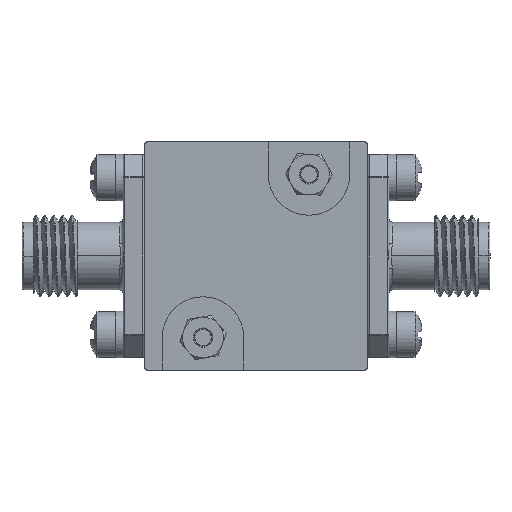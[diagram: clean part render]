
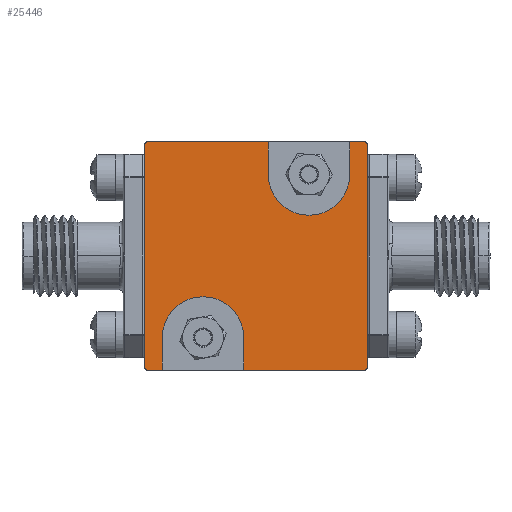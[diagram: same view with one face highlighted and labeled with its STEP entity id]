
A CAD part, front view. The second image highlights one B-rep face of the part: STEP entity #25446.
In plain terms, the highlighted planar face has unit normal (0, -1, 0).
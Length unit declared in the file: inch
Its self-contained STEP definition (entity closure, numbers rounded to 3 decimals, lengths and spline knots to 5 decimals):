
#223 = DIRECTION ( 'NONE',  ( 0., 1., 0. ) ) ;
#581 = EDGE_CURVE ( 'NONE', #4230, #35955, #51398, .T. ) ;
#735 = DIRECTION ( 'NONE',  ( 0., 0., 1. ) ) ;
#994 = DIRECTION ( 'NONE',  ( 0., -1., 0. ) ) ;
#1824 = DIRECTION ( 'NONE',  ( -1., 0., 0. ) ) ;
#2392 = CARTESIAN_POINT ( 'NONE',  ( 0.01, -0.285, -0.52 ) ) ;
#4102 = DIRECTION ( 'NONE',  ( 0., 0., 1. ) ) ;
#4150 = ORIENTED_EDGE ( 'NONE', *, *, #34425, .F. ) ;
#4230 = VERTEX_POINT ( 'NONE', #29261 ) ;
#4532 = DIRECTION ( 'NONE',  ( -1., 0., 0. ) ) ;
#4551 = CARTESIAN_POINT ( 'NONE',  ( 0., -0.285, 0.17 ) ) ;
#4876 = LINE ( 'NONE', #49948, #53189 ) ;
#5427 = AXIS2_PLACEMENT_3D ( 'NONE', #29985, #7370, #43668 ) ;
#5530 = CIRCLE ( 'NONE', #28854, 0.01 ) ;
#5631 = ORIENTED_EDGE ( 'NONE', *, *, #23704, .F. ) ;
#6010 = CIRCLE ( 'NONE', #13301, 0.125 ) ;
#6102 = CARTESIAN_POINT ( 'NONE',  ( 0.685, -0.285, 0.16 ) ) ;
#6759 = EDGE_LOOP ( 'NONE', ( #20097, #4150, #32706, #34168, #39177, #52051, #16212, #32528, #8354, #5631, #51443, #23867, #28903, #21815, #41884, #22048 ) ) ;
#7370 = DIRECTION ( 'NONE',  ( 0., -1., 0. ) ) ;
#7464 = DIRECTION ( 'NONE',  ( -1., 0., 0. ) ) ;
#8354 = ORIENTED_EDGE ( 'NONE', *, *, #9548, .F. ) ;
#8572 = CARTESIAN_POINT ( 'NONE',  ( 0.685, -0.285, 0.17 ) ) ;
#9548 = EDGE_CURVE ( 'NONE', #23141, #12837, #37278, .T. ) ;
#9921 = VERTEX_POINT ( 'NONE', #10532 ) ;
#10532 = CARTESIAN_POINT ( 'NONE',  ( 0., -0.285, -0.52 ) ) ;
#10810 = VECTOR ( 'NONE', #47808, 39.37008 ) ;
#10813 = CARTESIAN_POINT ( 'NONE',  ( 0.055, -0.285, -0.53 ) ) ;
#11161 = CARTESIAN_POINT ( 'NONE',  ( 0.685, -0.285, -0.53 ) ) ;
#11527 = VERTEX_POINT ( 'NONE', #16216 ) ;
#11796 = DIRECTION ( 'NONE',  ( -1., 0., 0. ) ) ;
#12785 = EDGE_CURVE ( 'NONE', #16815, #33660, #52200, .T. ) ;
#12837 = VERTEX_POINT ( 'NONE', #14375 ) ;
#13301 = AXIS2_PLACEMENT_3D ( 'NONE', #45242, #994, #4532 ) ;
#14375 = CARTESIAN_POINT ( 'NONE',  ( 0.63, -0.285, 0.07 ) ) ;
#15056 = VECTOR ( 'NONE', #4102, 39.37008 ) ;
#15826 = VECTOR ( 'NONE', #735, 39.37008 ) ;
#15897 = DIRECTION ( 'NONE',  ( 0., -1., 0. ) ) ;
#16212 = ORIENTED_EDGE ( 'NONE', *, *, #12785, .T. ) ;
#16216 = CARTESIAN_POINT ( 'NONE',  ( 0.38, -0.285, 0.17 ) ) ;
#16815 = VERTEX_POINT ( 'NONE', #46404 ) ;
#17260 = CARTESIAN_POINT ( 'NONE',  ( 0.685, -0.285, -0.53 ) ) ;
#17765 = EDGE_CURVE ( 'NONE', #11527, #44634, #25439, .T. ) ;
#17919 = EDGE_CURVE ( 'NONE', #27584, #16815, #38804, .T. ) ;
#18429 = AXIS2_PLACEMENT_3D ( 'NONE', #35993, #223, #53491 ) ;
#18929 = EDGE_CURVE ( 'NONE', #12837, #33660, #45555, .T. ) ;
#19381 = LINE ( 'NONE', #52659, #15056 ) ;
#20097 = ORIENTED_EDGE ( 'NONE', *, *, #54284, .F. ) ;
#20119 = CARTESIAN_POINT ( 'NONE',  ( 0.055, -0.285, -0.43 ) ) ;
#20164 = VERTEX_POINT ( 'NONE', #26509 ) ;
#20438 = VECTOR ( 'NONE', #26780, 39.37008 ) ;
#21599 = DIRECTION ( 'NONE',  ( 1., 0., 0. ) ) ;
#21815 = ORIENTED_EDGE ( 'NONE', *, *, #29145, .T. ) ;
#22048 = ORIENTED_EDGE ( 'NONE', *, *, #28798, .F. ) ;
#23141 = VERTEX_POINT ( 'NONE', #34015 ) ;
#23704 = EDGE_CURVE ( 'NONE', #11527, #23141, #4876, .T. ) ;
#23867 = ORIENTED_EDGE ( 'NONE', *, *, #26674, .T. ) ;
#23953 = DIRECTION ( 'NONE',  ( 0., -1., 0. ) ) ;
#24284 = VERTEX_POINT ( 'NONE', #50574 ) ;
#25439 = LINE ( 'NONE', #47276, #50876 ) ;
#25446 = ADVANCED_FACE ( 'NONE', ( #26706 ), #45349, .F. ) ;
#26011 = CIRCLE ( 'NONE', #54825, 0.01 ) ;
#26509 = CARTESIAN_POINT ( 'NONE',  ( 0.305, -0.285, -0.43 ) ) ;
#26674 = EDGE_CURVE ( 'NONE', #44634, #37350, #26011, .T. ) ;
#26706 = FACE_OUTER_BOUND ( 'NONE', #6759, .T. ) ;
#26780 = DIRECTION ( 'NONE',  ( 0., 0., -1. ) ) ;
#27489 = VECTOR ( 'NONE', #11796, 39.37008 ) ;
#27538 = DIRECTION ( 'NONE',  ( 0., 0., -1. ) ) ;
#27584 = VERTEX_POINT ( 'NONE', #6102 ) ;
#28798 = EDGE_CURVE ( 'NONE', #48595, #51565, #31129, .T. ) ;
#28854 = AXIS2_PLACEMENT_3D ( 'NONE', #2392, #23953, #33243 ) ;
#28903 = ORIENTED_EDGE ( 'NONE', *, *, #45669, .T. ) ;
#29145 = EDGE_CURVE ( 'NONE', #9921, #34184, #5530, .T. ) ;
#29261 = CARTESIAN_POINT ( 'NONE',  ( 0.675, -0.285, -0.53 ) ) ;
#29886 = VECTOR ( 'NONE', #30774, 39.37008 ) ;
#29985 = CARTESIAN_POINT ( 'NONE',  ( 0.675, -0.285, 0.16 ) ) ;
#30229 = CARTESIAN_POINT ( 'NONE',  ( 0.01, -0.285, -0.53 ) ) ;
#30774 = DIRECTION ( 'NONE',  ( 0., 0., -1. ) ) ;
#31129 = LINE ( 'NONE', #48893, #20438 ) ;
#32528 = ORIENTED_EDGE ( 'NONE', *, *, #18929, .F. ) ;
#32706 = ORIENTED_EDGE ( 'NONE', *, *, #38177, .F. ) ;
#33243 = DIRECTION ( 'NONE',  ( 1., 0., 0. ) ) ;
#33660 = VERTEX_POINT ( 'NONE', #56594 ) ;
#33873 = CARTESIAN_POINT ( 'NONE',  ( 0.01, -0.285, 0.16 ) ) ;
#34015 = CARTESIAN_POINT ( 'NONE',  ( 0.38, -0.285, 0.07 ) ) ;
#34168 = ORIENTED_EDGE ( 'NONE', *, *, #581, .T. ) ;
#34184 = VERTEX_POINT ( 'NONE', #30229 ) ;
#34425 = EDGE_CURVE ( 'NONE', #24284, #20164, #19381, .T. ) ;
#35052 = DIRECTION ( 'NONE',  ( 0., 0., -1. ) ) ;
#35955 = VERTEX_POINT ( 'NONE', #44722 ) ;
#35993 = CARTESIAN_POINT ( 'NONE',  ( 0.685, -0.285, 0.17 ) ) ;
#36252 = CARTESIAN_POINT ( 'NONE',  ( 0.01, -0.285, 0.17 ) ) ;
#36778 = CARTESIAN_POINT ( 'NONE',  ( 0.63, -0.285, 0.07 ) ) ;
#37278 = CIRCLE ( 'NONE', #49417, 0.125 ) ;
#37350 = VERTEX_POINT ( 'NONE', #41464 ) ;
#38177 = EDGE_CURVE ( 'NONE', #4230, #24284, #47551, .T. ) ;
#38804 = CIRCLE ( 'NONE', #5427, 0.01 ) ;
#39137 = EDGE_CURVE ( 'NONE', #51565, #34184, #50994, .T. ) ;
#39177 = ORIENTED_EDGE ( 'NONE', *, *, #52564, .F. ) ;
#41464 = CARTESIAN_POINT ( 'NONE',  ( 0., -0.285, 0.16 ) ) ;
#41884 = ORIENTED_EDGE ( 'NONE', *, *, #39137, .F. ) ;
#43535 = DIRECTION ( 'NONE',  ( -1., 0., 0. ) ) ;
#43668 = DIRECTION ( 'NONE',  ( 1., 0., 0. ) ) ;
#44370 = LINE ( 'NONE', #4551, #51644 ) ;
#44634 = VERTEX_POINT ( 'NONE', #36252 ) ;
#44722 = CARTESIAN_POINT ( 'NONE',  ( 0.685, -0.285, -0.52 ) ) ;
#44921 = AXIS2_PLACEMENT_3D ( 'NONE', #48953, #48087, #21599 ) ;
#45242 = CARTESIAN_POINT ( 'NONE',  ( 0.18, -0.285, -0.43 ) ) ;
#45349 = PLANE ( 'NONE',  #18429 ) ;
#45555 = LINE ( 'NONE', #36778, #15826 ) ;
#45669 = EDGE_CURVE ( 'NONE', #37350, #9921, #44370, .T. ) ;
#46404 = CARTESIAN_POINT ( 'NONE',  ( 0.675, -0.285, 0.17 ) ) ;
#47276 = CARTESIAN_POINT ( 'NONE',  ( 0.685, -0.285, 0.17 ) ) ;
#47551 = LINE ( 'NONE', #17260, #27489 ) ;
#47808 = DIRECTION ( 'NONE',  ( -1., 0., 0. ) ) ;
#47902 = CARTESIAN_POINT ( 'NONE',  ( 0.505, -0.285, 0.07 ) ) ;
#48087 = DIRECTION ( 'NONE',  ( 0., -1., 0. ) ) ;
#48237 = CARTESIAN_POINT ( 'NONE',  ( 0.685, -0.285, 0.17 ) ) ;
#48595 = VERTEX_POINT ( 'NONE', #20119 ) ;
#48893 = CARTESIAN_POINT ( 'NONE',  ( 0.055, -0.285, -0.43 ) ) ;
#48953 = CARTESIAN_POINT ( 'NONE',  ( 0.675, -0.285, -0.52 ) ) ;
#49014 = VECTOR ( 'NONE', #1824, 39.37008 ) ;
#49417 = AXIS2_PLACEMENT_3D ( 'NONE', #47902, #52852, #43535 ) ;
#49948 = CARTESIAN_POINT ( 'NONE',  ( 0.38, -0.285, 0.17 ) ) ;
#50574 = CARTESIAN_POINT ( 'NONE',  ( 0.305, -0.285, -0.53 ) ) ;
#50876 = VECTOR ( 'NONE', #7464, 39.37008 ) ;
#50994 = LINE ( 'NONE', #11161, #49014 ) ;
#51355 = DIRECTION ( 'NONE',  ( 1., 0., 0. ) ) ;
#51398 = CIRCLE ( 'NONE', #44921, 0.01 ) ;
#51443 = ORIENTED_EDGE ( 'NONE', *, *, #17765, .T. ) ;
#51565 = VERTEX_POINT ( 'NONE', #10813 ) ;
#51644 = VECTOR ( 'NONE', #35052, 39.37008 ) ;
#52051 = ORIENTED_EDGE ( 'NONE', *, *, #17919, .T. ) ;
#52200 = LINE ( 'NONE', #8572, #10810 ) ;
#52564 = EDGE_CURVE ( 'NONE', #27584, #35955, #53196, .T. ) ;
#52659 = CARTESIAN_POINT ( 'NONE',  ( 0.305, -0.285, -0.53 ) ) ;
#52852 = DIRECTION ( 'NONE',  ( 0., -1., 0. ) ) ;
#53189 = VECTOR ( 'NONE', #27538, 39.37008 ) ;
#53196 = LINE ( 'NONE', #48237, #29886 ) ;
#53491 = DIRECTION ( 'NONE',  ( 1., 0., 0. ) ) ;
#54284 = EDGE_CURVE ( 'NONE', #20164, #48595, #6010, .T. ) ;
#54825 = AXIS2_PLACEMENT_3D ( 'NONE', #33873, #15897, #51355 ) ;
#56594 = CARTESIAN_POINT ( 'NONE',  ( 0.63, -0.285, 0.17 ) ) ;
